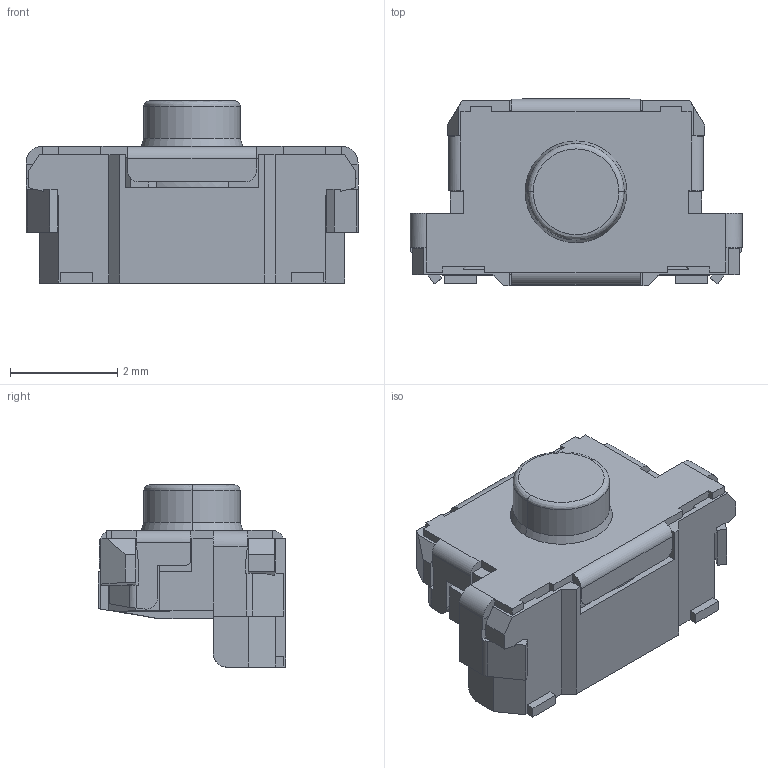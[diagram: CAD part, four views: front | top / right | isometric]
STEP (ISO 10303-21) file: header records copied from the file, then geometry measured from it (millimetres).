
FILE_DESCRIPTION (( 'STEP AP214' ), '1' );
FILE_NAME ('EVQ-P4KB3Q.STEP', '2024-09-23T09:13:58', ( '' ), ( '' ), 'SwSTEP 2.0', 'SolidWorks 2024', '' );
FILE_SCHEMA (( 'AUTOMOTIVE_DESIGN' ));
Length unit declared in the file: millimetre
Products named in the file (1): EVQ-P4KB3Q
Bounding box: 6.2 x 3.5 x 3.4 mm (x, y, z)
Volume: 34.1 mm3; surface area: 97.7 mm2
Topology: 3 solids, 3 shells, 329 faces, 965 edges, 634 vertices
Faces by surface type: plane 264, cylinder 48, bspline 15, cone 2
Entity records: 13676 total; most frequent: CARTESIAN_POINT 3972, ORIENTED_EDGE 1930, DIRECTION 1570, EDGE_CURVE 965, LINE 804, VECTOR 804, VERTEX_POINT 634, AXIS2_PLACEMENT_3D 383
